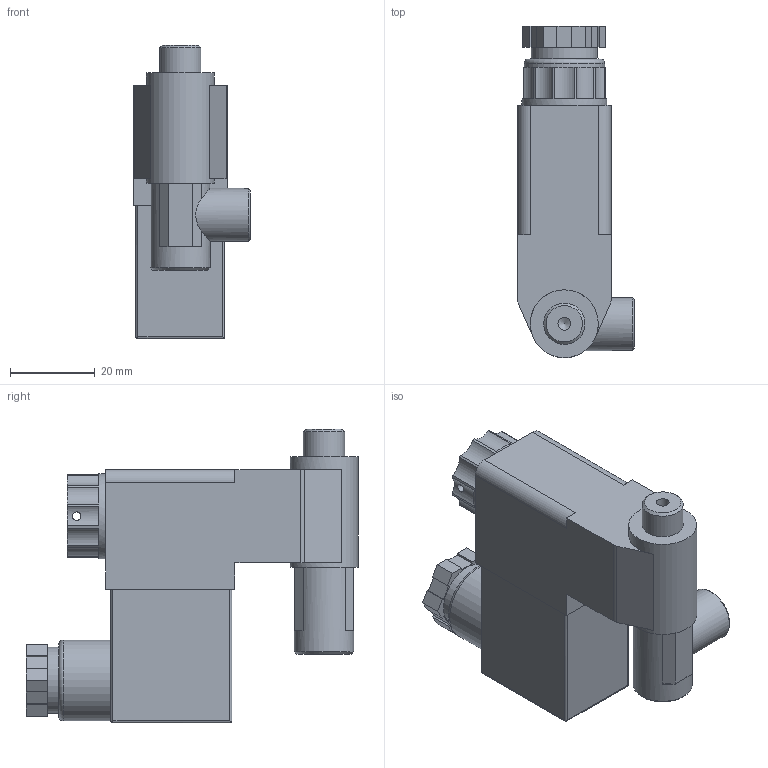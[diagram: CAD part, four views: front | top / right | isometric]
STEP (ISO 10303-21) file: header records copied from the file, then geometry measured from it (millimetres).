
FILE_DESCRIPTION(/* description */ ('STEP AP214'),/* implementation_level */ '2;1');
FILE_NAME(/* name */ '8119587_VOFX-LT-M32C-MY-G18-SG18-1B2',/* time_stamp */ '2024-09-14T07:50:06+02:00',/* author */ ('License CC BY-ND 4.0'),/* organization */ ('CADENAS'),/* preprocessor_version */ 'ST-DEVELOPER v19.3',/* originating_system */ 'PARTsolutions',/* authorisation */ ' ');
FILE_SCHEMA (('AUTOMOTIVE_DESIGN {1 0 10303 214 3 1 1}'));
Length unit declared in the file: millimetre
Products named in the file (1): 8119587 VOFX-LT-M32C-MY-G18-SG18-1B2---(high)
Bounding box: 27.5 x 78.25 x 69.2 mm (x, y, z)
Volume: 61620.7 mm3; surface area: 13980 mm2
Topology: 1 solids, 1 shells, 155 faces, 401 edges, 261 vertices
Faces by surface type: plane 101, cylinder 45, cone 8, torus 1
Full cylindrical faces by diameter (mm): 2 x1, 3 x1, 5.5 x1, 7.3 x1, 8.566 x1, 9.728 x1, 9.75 x1, 12.5 x1, 14 x1, 15.6 x1, 16 x1, 19 x1, 20 x1
Entity records: 5684 total; most frequent: CARTESIAN_POINT 822, DIRECTION 801, ORIENTED_EDGE 738, EDGE_CURVE 369, AXIS2_PLACEMENT_3D 281, VERTEX_POINT 253, LINE 239, VECTOR 239
